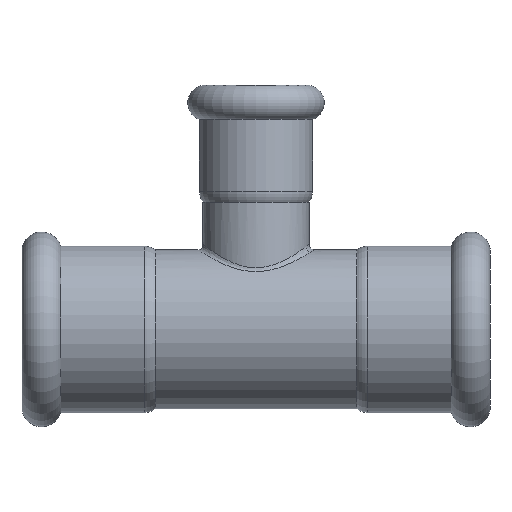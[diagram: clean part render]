
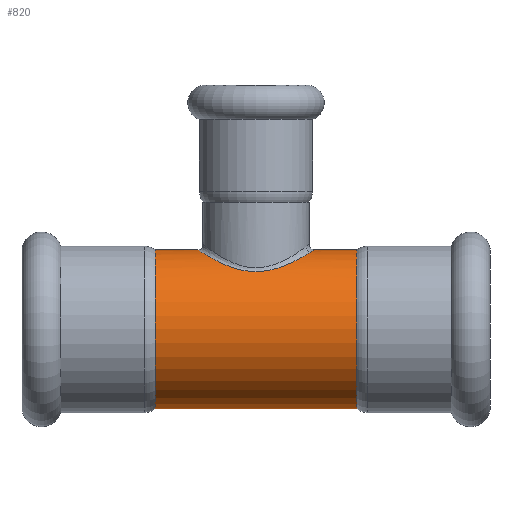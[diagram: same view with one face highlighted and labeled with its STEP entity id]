
A CAD part, front view. The second image highlights one B-rep face of the part: STEP entity #820.
In plain terms, the highlighted cylindrical face has radius 15 mm (diameter 30 mm), a full revolution.
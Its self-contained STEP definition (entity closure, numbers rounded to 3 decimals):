
#20=FACE_BOUND('',#145,.T.);
#27=B_SPLINE_CURVE_WITH_KNOTS('',3,(#1762,#1763,#1764,#1765,#1766,#1767,
#1768,#1769,#1770,#1771,#1772,#1773,#1774,#1775,#1776,#1777,#1778,#1779,
#1780,#1781),.UNSPECIFIED.,.T.,.F.,(4,1,1,1,1,1,1,1,1,1,1,1,1,1,1,1,1,4),
(-6.278,-6.054,-5.829,-5.381,-4.783,
-4.484,-3.886,-3.587,-3.288,
-2.989,-2.69,-2.093,-1.794,
-1.345,-0.897,-0.448,-0.224,
0.),.UNSPECIFIED.);
#39=LINE('',#1789,#60);
#60=VECTOR('',#1173,15.);
#80=CYLINDRICAL_SURFACE('',#936,15.);
#105=FACE_OUTER_BOUND('',#144,.T.);
#144=EDGE_LOOP('',(#622,#623,#624,#625,#626,#627,#628,#629));
#145=EDGE_LOOP('',(#630));
#228=CIRCLE('',#937,15.);
#229=CIRCLE('',#938,15.);
#230=CIRCLE('',#939,15.);
#231=CIRCLE('',#940,15.);
#232=CIRCLE('',#941,15.);
#233=CIRCLE('',#942,15.);
#334=VERTEX_POINT('',#1734);
#337=VERTEX_POINT('',#1783);
#338=VERTEX_POINT('',#1784);
#339=VERTEX_POINT('',#1786);
#340=VERTEX_POINT('',#1788);
#341=VERTEX_POINT('',#1790);
#342=VERTEX_POINT('',#1792);
#452=EDGE_CURVE('',#334,#334,#27,.T.);
#453=EDGE_CURVE('',#337,#338,#228,.T.);
#454=EDGE_CURVE('',#338,#339,#229,.T.);
#455=EDGE_CURVE('',#339,#340,#39,.T.);
#456=EDGE_CURVE('',#341,#340,#230,.T.);
#457=EDGE_CURVE('',#342,#341,#231,.T.);
#458=EDGE_CURVE('',#340,#342,#232,.T.);
#459=EDGE_CURVE('',#339,#337,#233,.T.);
#622=ORIENTED_EDGE('',*,*,#453,.T.);
#623=ORIENTED_EDGE('',*,*,#454,.T.);
#624=ORIENTED_EDGE('',*,*,#455,.T.);
#625=ORIENTED_EDGE('',*,*,#456,.F.);
#626=ORIENTED_EDGE('',*,*,#457,.F.);
#627=ORIENTED_EDGE('',*,*,#458,.F.);
#628=ORIENTED_EDGE('',*,*,#455,.F.);
#629=ORIENTED_EDGE('',*,*,#459,.T.);
#630=ORIENTED_EDGE('',*,*,#452,.F.);
#820=ADVANCED_FACE('',(#105,#20),#80,.T.);
#936=AXIS2_PLACEMENT_3D('',#1782,#1167,#1168);
#937=AXIS2_PLACEMENT_3D('',#1785,#1169,#1170);
#938=AXIS2_PLACEMENT_3D('',#1787,#1171,#1172);
#939=AXIS2_PLACEMENT_3D('',#1791,#1174,#1175);
#940=AXIS2_PLACEMENT_3D('',#1793,#1176,#1177);
#941=AXIS2_PLACEMENT_3D('',#1794,#1178,#1179);
#942=AXIS2_PLACEMENT_3D('',#1795,#1180,#1181);
#1167=DIRECTION('center_axis',(1.,0.,0.));
#1168=DIRECTION('ref_axis',(0.,1.,0.));
#1169=DIRECTION('center_axis',(1.,0.,0.));
#1170=DIRECTION('ref_axis',(0.,1.,0.));
#1171=DIRECTION('center_axis',(1.,0.,0.));
#1172=DIRECTION('ref_axis',(0.,1.,0.));
#1173=DIRECTION('',(1.,0.,0.));
#1174=DIRECTION('center_axis',(1.,0.,0.));
#1175=DIRECTION('ref_axis',(0.,1.,0.));
#1176=DIRECTION('center_axis',(1.,0.,0.));
#1177=DIRECTION('ref_axis',(0.,1.,0.));
#1178=DIRECTION('center_axis',(1.,0.,0.));
#1179=DIRECTION('ref_axis',(0.,1.,0.));
#1180=DIRECTION('center_axis',(1.,0.,0.));
#1181=DIRECTION('ref_axis',(0.,1.,0.));
#1734=CARTESIAN_POINT('',(0.,-10.313,10.893));
#1762=CARTESIAN_POINT('Ctrl Pts',(0.,-10.313,10.893));
#1763=CARTESIAN_POINT('Ctrl Pts',(0.851,-10.313,10.893));
#1764=CARTESIAN_POINT('Ctrl Pts',(2.555,-10.127,11.077));
#1765=CARTESIAN_POINT('Ctrl Pts',(5.657,-9.06,11.996));
#1766=CARTESIAN_POINT('Ctrl Pts',(9.226,-6.424,13.834));
#1767=CARTESIAN_POINT('Ctrl Pts',(11.241,-1.92,15.16));
#1768=CARTESIAN_POINT('Ctrl Pts',(10.777,3.525,14.857));
#1769=CARTESIAN_POINT('Ctrl Pts',(8.429,7.132,13.358));
#1770=CARTESIAN_POINT('Ctrl Pts',(4.924,9.383,11.742));
#1771=CARTESIAN_POINT('Ctrl Pts',(1.739,10.352,10.861));
#1772=CARTESIAN_POINT('Ctrl Pts',(-1.748,10.352,10.854));
#1773=CARTESIAN_POINT('Ctrl Pts',(-5.981,9.059,12.053));
#1774=CARTESIAN_POINT('Ctrl Pts',(-9.165,6.306,13.846));
#1775=CARTESIAN_POINT('Ctrl Pts',(-11.098,1.934,15.057));
#1776=CARTESIAN_POINT('Ctrl Pts',(-11.086,-2.5,15.055));
#1777=CARTESIAN_POINT('Ctrl Pts',(-8.793,-6.726,13.601));
#1778=CARTESIAN_POINT('Ctrl Pts',(-5.652,-9.069,11.998));
#1779=CARTESIAN_POINT('Ctrl Pts',(-2.554,-10.124,11.075));
#1780=CARTESIAN_POINT('Ctrl Pts',(-0.851,-10.313,10.893));
#1781=CARTESIAN_POINT('Ctrl Pts',(0.,-10.313,10.893));
#1782=CARTESIAN_POINT('Origin',(-14.8,0.,0.));
#1783=CARTESIAN_POINT('',(-19.,15.,0.));
#1784=CARTESIAN_POINT('',(-19.,0.,15.));
#1785=CARTESIAN_POINT('Origin',(-19.,0.,0.));
#1786=CARTESIAN_POINT('',(-19.,-15.,0.));
#1787=CARTESIAN_POINT('Origin',(-19.,0.,0.));
#1788=CARTESIAN_POINT('',(19.,-15.,0.));
#1789=CARTESIAN_POINT('',(-14.8,-15.,0.));
#1790=CARTESIAN_POINT('',(19.,0.,15.));
#1791=CARTESIAN_POINT('Origin',(19.,0.,0.));
#1792=CARTESIAN_POINT('',(19.,15.,0.));
#1793=CARTESIAN_POINT('Origin',(19.,0.,0.));
#1794=CARTESIAN_POINT('Origin',(19.,0.,0.));
#1795=CARTESIAN_POINT('Origin',(-19.,0.,0.));
